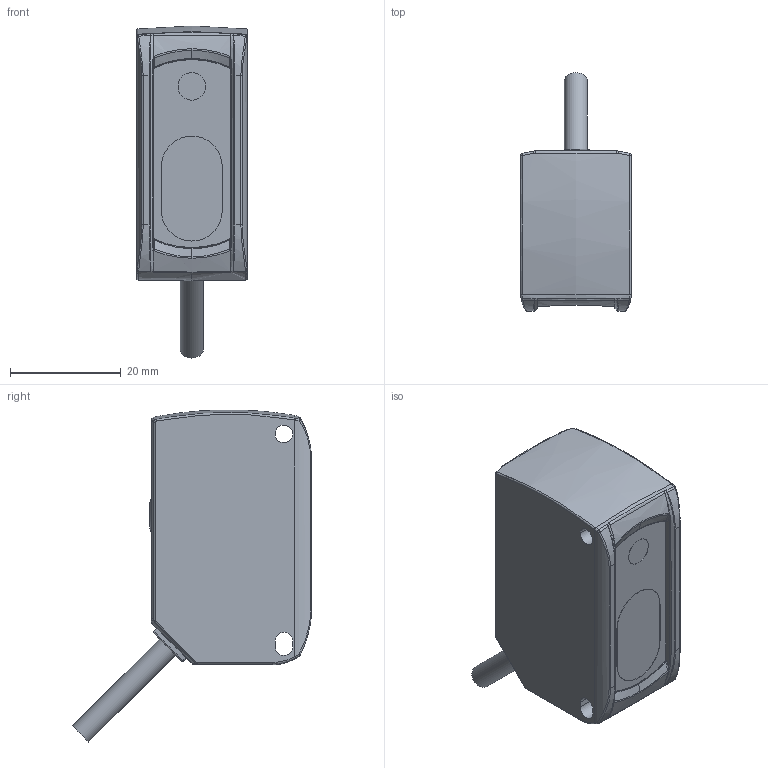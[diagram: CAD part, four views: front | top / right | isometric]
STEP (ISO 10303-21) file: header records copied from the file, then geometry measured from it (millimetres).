
FILE_DESCRIPTION(/* description */ (''),/* implementation_level */ '2;1');
FILE_NAME(/* name */ 'OSM42-2025.11.03.stp',/* time_stamp */ '2025-11-03T14:24:05+08:00',/* author */ (''),/* organization */ (''),/* preprocessor_version */ 'ST-DEVELOPER v16',/* originating_system */ 'SIEMENS PLM Software NX 10.0',/* authorisation */ '');
FILE_SCHEMA (('AUTOMOTIVE_DESIGN { 1 0 10303 214 3 1 1 1 }'));
Length unit declared in the file: millimetre
Products named in the file (1): _model8
Bounding box: 20 x 43.25 x 60.09 mm (x, y, z)
Volume: 23472.1 mm3; surface area: 8861.6 mm2
Topology: 4 solids, 5 shells, 643 faces, 1646 edges, 1060 vertices
Faces by surface type: plane 322, bspline 235, cylinder 56, extrusion 16, sphere 10, torus 3, cone 1
Full cylindrical faces by diameter (mm): 4.15 x2, 5 x2
Entity records: 27829 total; most frequent: CARTESIAN_POINT 13813, ORIENTED_EDGE 3248, DIRECTION 2045, EDGE_CURVE 1624, VERTEX_POINT 1049, VECTOR 935, LINE 919, EDGE_LOOP 703
